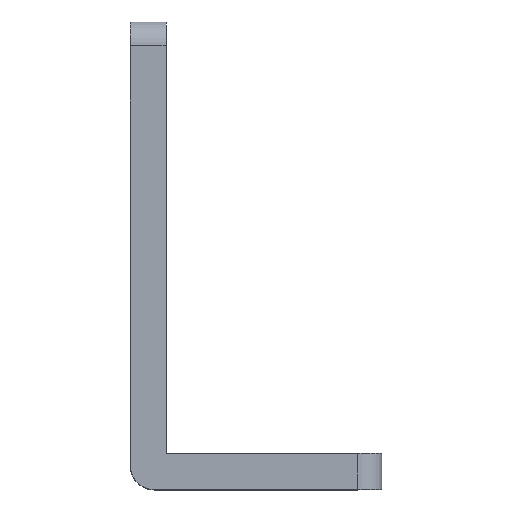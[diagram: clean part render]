
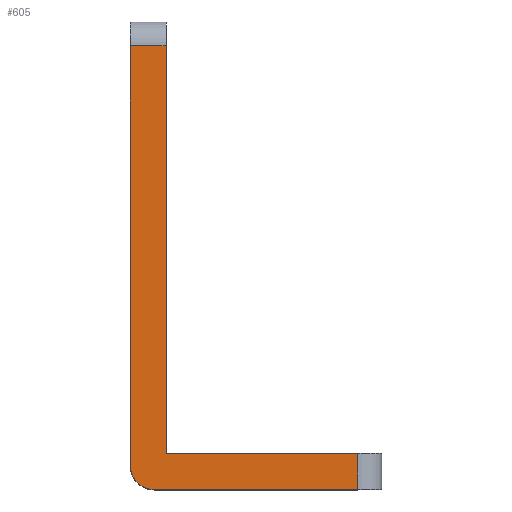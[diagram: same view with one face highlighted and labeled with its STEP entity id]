
A CAD part, top view. The second image highlights one B-rep face of the part: STEP entity #605.
In plain terms, the highlighted planar face has unit normal (0, 0, 1).
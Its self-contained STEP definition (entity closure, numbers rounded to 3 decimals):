
#47 = EDGE_CURVE ( 'NONE', #1451, #996, #280, .T. ) ;
#52 = DIRECTION ( 'NONE',  ( -1., 0., 0. ) ) ;
#53 = ORIENTED_EDGE ( 'NONE', *, *, #1073, .T. ) ;
#68 = CARTESIAN_POINT ( 'NONE',  ( 21., 0., 13.5 ) ) ;
#96 = LINE ( 'NONE', #1515, #1001 ) ;
#103 = PLANE ( 'NONE',  #888 ) ;
#128 = ORIENTED_EDGE ( 'NONE', *, *, #493, .T. ) ;
#205 = AXIS2_PLACEMENT_3D ( 'NONE', #1483, #752, #52 ) ;
#222 = DIRECTION ( 'NONE',  ( -1., 0., 0. ) ) ;
#274 = LINE ( 'NONE', #1046, #862 ) ;
#280 = LINE ( 'NONE', #498, #834 ) ;
#325 = CARTESIAN_POINT ( 'NONE',  ( 0., 37., 13.5 ) ) ;
#326 = LINE ( 'NONE', #650, #914 ) ;
#342 = CARTESIAN_POINT ( 'NONE',  ( 19., 0., 13.5 ) ) ;
#407 = ORIENTED_EDGE ( 'NONE', *, *, #1473, .T. ) ;
#409 = DIRECTION ( 'NONE',  ( 0., 1., 0. ) ) ;
#418 = DIRECTION ( 'NONE',  ( 0., -1., 0. ) ) ;
#479 = VERTEX_POINT ( 'NONE', #1131 ) ;
#493 = EDGE_CURVE ( 'NONE', #659, #1420, #96, .T. ) ;
#498 = CARTESIAN_POINT ( 'NONE',  ( 3., 3., 13.5 ) ) ;
#552 = DIRECTION ( 'NONE',  ( 1., 0., 0. ) ) ;
#585 = FACE_OUTER_BOUND ( 'NONE', #1466, .T. ) ;
#605 = ADVANCED_FACE ( 'NONE', ( #585 ), #103, .F. ) ;
#624 = ORIENTED_EDGE ( 'NONE', *, *, #47, .T. ) ;
#625 = ORIENTED_EDGE ( 'NONE', *, *, #773, .T. ) ;
#631 = CARTESIAN_POINT ( 'NONE',  ( 3., 37., 13.5 ) ) ;
#650 = CARTESIAN_POINT ( 'NONE',  ( 0., 0., 13.5 ) ) ;
#659 = VERTEX_POINT ( 'NONE', #631 ) ;
#679 = LINE ( 'NONE', #68, #1288 ) ;
#712 = VECTOR ( 'NONE', #409, 1000. ) ;
#719 = EDGE_CURVE ( 'NONE', #996, #659, #738, .T. ) ;
#738 = LINE ( 'NONE', #1114, #712 ) ;
#752 = DIRECTION ( 'NONE',  ( 0., 0., 1. ) ) ;
#773 = EDGE_CURVE ( 'NONE', #1420, #479, #326, .T. ) ;
#810 = CARTESIAN_POINT ( 'NONE',  ( 0., 0., 13.5 ) ) ;
#834 = VECTOR ( 'NONE', #1333, 1000. ) ;
#862 = VECTOR ( 'NONE', #1527, 1000. ) ;
#863 = CIRCLE ( 'NONE', #205, 2. ) ;
#888 = AXIS2_PLACEMENT_3D ( 'NONE', #810, #939, #222 ) ;
#913 = DIRECTION ( 'NONE',  ( -1., 0., 0. ) ) ;
#914 = VECTOR ( 'NONE', #418, 1000. ) ;
#937 = CARTESIAN_POINT ( 'NONE',  ( 3., 3., 13.5 ) ) ;
#939 = DIRECTION ( 'NONE',  ( 0., 0., -1. ) ) ;
#996 = VERTEX_POINT ( 'NONE', #937 ) ;
#1001 = VECTOR ( 'NONE', #913, 1000. ) ;
#1034 = CARTESIAN_POINT ( 'NONE',  ( 2., 0., 13.5 ) ) ;
#1046 = CARTESIAN_POINT ( 'NONE',  ( 19., 0., 13.5 ) ) ;
#1073 = EDGE_CURVE ( 'NONE', #479, #1430, #863, .T. ) ;
#1114 = CARTESIAN_POINT ( 'NONE',  ( 3., 39., 13.5 ) ) ;
#1128 = ORIENTED_EDGE ( 'NONE', *, *, #719, .T. ) ;
#1131 = CARTESIAN_POINT ( 'NONE',  ( 0., 2., 13.5 ) ) ;
#1162 = CARTESIAN_POINT ( 'NONE',  ( 19., 3., 13.5 ) ) ;
#1177 = EDGE_CURVE ( 'NONE', #1430, #1456, #679, .T. ) ;
#1264 = ORIENTED_EDGE ( 'NONE', *, *, #1177, .T. ) ;
#1288 = VECTOR ( 'NONE', #552, 1000. ) ;
#1333 = DIRECTION ( 'NONE',  ( -1., 0., 0. ) ) ;
#1420 = VERTEX_POINT ( 'NONE', #325 ) ;
#1430 = VERTEX_POINT ( 'NONE', #1034 ) ;
#1451 = VERTEX_POINT ( 'NONE', #1162 ) ;
#1456 = VERTEX_POINT ( 'NONE', #342 ) ;
#1466 = EDGE_LOOP ( 'NONE', ( #625, #53, #1264, #407, #624, #1128, #128 ) ) ;
#1473 = EDGE_CURVE ( 'NONE', #1456, #1451, #274, .T. ) ;
#1483 = CARTESIAN_POINT ( 'NONE',  ( 2., 2., 13.5 ) ) ;
#1515 = CARTESIAN_POINT ( 'NONE',  ( 0., 37., 13.5 ) ) ;
#1527 = DIRECTION ( 'NONE',  ( 0., 1., 0. ) ) ;
